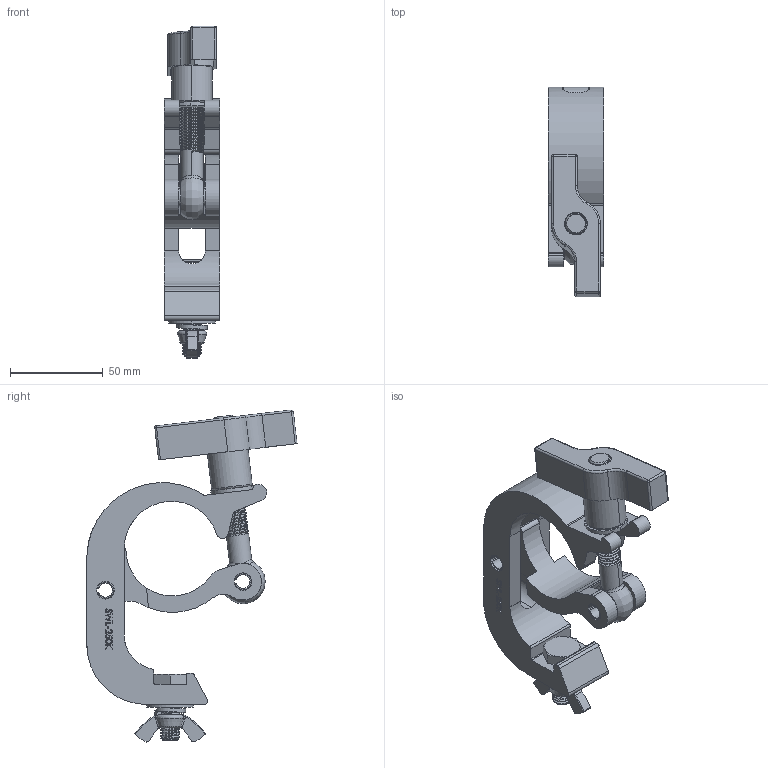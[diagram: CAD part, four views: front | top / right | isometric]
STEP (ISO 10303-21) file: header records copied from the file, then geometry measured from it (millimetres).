
FILE_DESCRIPTION(/* description */ ('50mm Hook Style Clamp for Truss or Tubing'),/* implementation_level */ '2;1');
FILE_NAME(/* name */ 'EVT50C-ATC.step',/* time_stamp */ '2024-01-24T12:55:07-08:00',/* author */ (''),/* organization */ (''),/* preprocessor_version */ 'ST-DEVELOPER v20',/* originating_system */ 'Autodesk Translation Framework v12.14.0.127',/* authorisation */ '');
FILE_SCHEMA (('AUTOMOTIVE_DESIGN { 1 0 10303 214 3 1 1 }'));
Length unit declared in the file: millimetre
Products named in the file (1): EVT50C-ATC
Bounding box: 30 x 112.97 x 178.54 mm (x, y, z)
Volume: 143727.1 mm3; surface area: 61475.5 mm2
Topology: 11 solids, 11 shells, 580 faces, 1571 edges, 1012 vertices
Faces by surface type: cylinder 276, plane 150, bspline 90, cone 40, torus 18, sphere 6
Entity records: 49021 total; most frequent: CARTESIAN_POINT 35867, ORIENTED_EDGE 3122, DIRECTION 2315, EDGE_CURVE 1561, VERTEX_POINT 1012, AXIS2_PLACEMENT_3D 827, LINE 661, VECTOR 661
